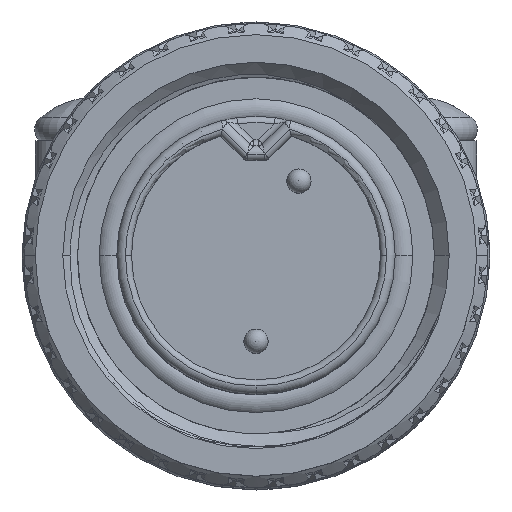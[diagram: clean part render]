
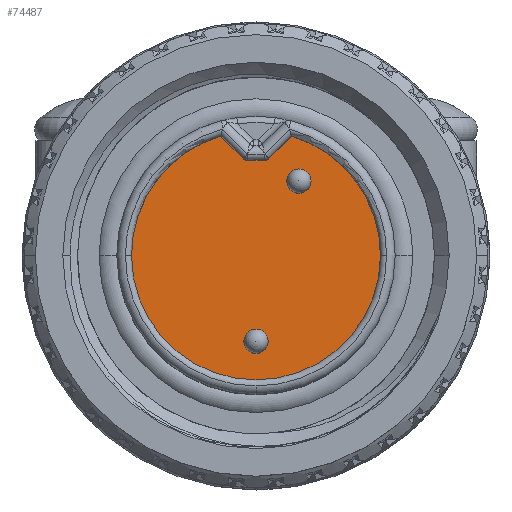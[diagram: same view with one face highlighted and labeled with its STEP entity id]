
A CAD part, top view. The second image highlights one B-rep face of the part: STEP entity #74487.
In plain terms, the highlighted planar face has unit normal (0, 0, 1).
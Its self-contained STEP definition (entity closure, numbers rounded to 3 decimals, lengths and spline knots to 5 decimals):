
#11744 = EDGE_LOOP ( 'NONE', ( #85681, #52708 ) ) ;
#14581 = CARTESIAN_POINT ( 'NONE',  ( -0.01381, 0.155, -0.22814 ) ) ;
#14613 = CARTESIAN_POINT ( 'NONE',  ( 0.02088, 0.15793, -0.22814 ) ) ;
#14978 = AXIS2_PLACEMENT_3D ( 'NONE', #44586, #44588, #44590 ) ;
#15237 = EDGE_CURVE ( 'NONE', #47735, #46277, #55419, .T. ) ;
#15269 = EDGE_CURVE ( 'NONE', #47297, #47385, #33109, .T. ) ;
#15882 = EDGE_CURVE ( 'NONE', #47178, #46362, #33199, .T. ) ;
#19486 = EDGE_CURVE ( 'NONE', #46772, #86506, #33207, .T. ) ;
#19830 = EDGE_CURVE ( 'NONE', #86506, #47445, #106782, .T. ) ;
#19848 = EDGE_CURVE ( 'NONE', #47305, #47735, #109188, .T. ) ;
#30790 = PLANE ( 'NONE',  #72099 ) ;
#30791 = CARTESIAN_POINT ( 'NONE',  ( 0.01381, 0.165, -0.22814 ) ) ;
#30792 = DIRECTION ( 'NONE',  ( 0., 0., 1. ) ) ;
#30793 = DIRECTION ( 'NONE',  ( 1., 0., 0. ) ) ;
#33109 = CIRCLE ( 'NONE', #80553, 0.01975 ) ;
#33199 = CIRCLE ( 'NONE', #14978, 0.01975 ) ;
#33207 = CIRCLE ( 'NONE', #107872, 0.01 ) ;
#33452 = LINE ( 'NONE', #33455, #73664 ) ;
#33455 = CARTESIAN_POINT ( 'NONE',  ( -0.02088, 0.15793, -0.22814 ) ) ;
#33456 = DIRECTION ( 'NONE',  ( -0.707, 0.707, 0. ) ) ;
#33489 = CARTESIAN_POINT ( 'NONE',  ( 0.07, 0.12124, -0.22814 ) ) ;
#33490 = DIRECTION ( 'NONE',  ( 0., 0., -1. ) ) ;
#33493 = DIRECTION ( 'NONE',  ( 0., -1., 0. ) ) ;
#34103 = CARTESIAN_POINT ( 'NONE',  ( 0., -0.14, -0.22814 ) ) ;
#34104 = DIRECTION ( 'NONE',  ( 0., 0., -1. ) ) ;
#34107 = DIRECTION ( 'NONE',  ( 0., -1., 0. ) ) ;
#36699 = LINE ( 'NONE', #36700, #73649 ) ;
#36700 = CARTESIAN_POINT ( 'NONE',  ( 0.05761, 0.19466, -0.22814 ) ) ;
#36701 = DIRECTION ( 'NONE',  ( -0.707, -0.707, 0. ) ) ;
#37735 = CARTESIAN_POINT ( 'NONE',  ( 0.01381, 0.165, -0.22814 ) ) ;
#37736 = DIRECTION ( 'NONE',  ( 0., 0., 1. ) ) ;
#37737 = DIRECTION ( 'NONE',  ( -1., 0., 0. ) ) ;
#38003 = CARTESIAN_POINT ( 'NONE',  ( 0., 0., -0.22814 ) ) ;
#38004 = DIRECTION ( 'NONE',  ( 0., 0., 1. ) ) ;
#38005 = DIRECTION ( 'NONE',  ( -1., 0., 0. ) ) ;
#38149 = CARTESIAN_POINT ( 'NONE',  ( 0.07, 0.12124, -0.22814 ) ) ;
#38150 = DIRECTION ( 'NONE',  ( 0., 0., -1. ) ) ;
#38151 = DIRECTION ( 'NONE',  ( 0., -1., 0. ) ) ;
#40763 = CARTESIAN_POINT ( 'NONE',  ( -0.01381, 0.165, -0.22814 ) ) ;
#40764 = DIRECTION ( 'NONE',  ( 0., 0., 1. ) ) ;
#40765 = DIRECTION ( 'NONE',  ( -1., 0., 0. ) ) ;
#43286 = CARTESIAN_POINT ( 'NONE',  ( 0., 0., -0.22814 ) ) ;
#43289 = DIRECTION ( 'NONE',  ( 0., 0., 1. ) ) ;
#43290 = DIRECTION ( 'NONE',  ( -1., 0., 0. ) ) ;
#44586 = CARTESIAN_POINT ( 'NONE',  ( 0., -0.14, -0.22814 ) ) ;
#44588 = DIRECTION ( 'NONE',  ( 0., 0., -1. ) ) ;
#44590 = DIRECTION ( 'NONE',  ( 0., -1., 0. ) ) ;
#46277 = VERTEX_POINT ( 'NONE', #100715 ) ;
#46362 = VERTEX_POINT ( 'NONE', #100740 ) ;
#46603 = VERTEX_POINT ( 'NONE', #100815 ) ;
#46772 = VERTEX_POINT ( 'NONE', #97071 ) ;
#47178 = VERTEX_POINT ( 'NONE', #97188 ) ;
#47297 = VERTEX_POINT ( 'NONE', #97219 ) ;
#47305 = VERTEX_POINT ( 'NONE', #97222 ) ;
#47385 = VERTEX_POINT ( 'NONE', #97252 ) ;
#47445 = VERTEX_POINT ( 'NONE', #97273 ) ;
#47735 = VERTEX_POINT ( 'NONE', #97380 ) ;
#47881 = CIRCLE ( 'NONE', #51515, 0.203 ) ;
#47891 = CIRCLE ( 'NONE', #73526, 0.01 ) ;
#47903 = CIRCLE ( 'NONE', #73667, 0.01975 ) ;
#47911 = CIRCLE ( 'NONE', #73780, 0.01975 ) ;
#51515 = AXIS2_PLACEMENT_3D ( 'NONE', #43286, #43289, #43290 ) ;
#52496 = ORIENTED_EDGE ( 'NONE', *, *, #68606, .F. ) ;
#52708 = ORIENTED_EDGE ( 'NONE', *, *, #15882, .T. ) ;
#55419 = CIRCLE ( 'NONE', #80559, 0.203 ) ;
#68447 = EDGE_CURVE ( 'NONE', #46277, #46603, #47881, .T. ) ;
#68606 = EDGE_CURVE ( 'NONE', #47445, #86577, #47891, .T. ) ;
#68734 = EDGE_CURVE ( 'NONE', #46603, #86577, #36699, .T. ) ;
#68766 = EDGE_CURVE ( 'NONE', #46772, #47305, #33452, .T. ) ;
#68772 = EDGE_CURVE ( 'NONE', #47385, #47297, #47903, .T. ) ;
#68899 = EDGE_CURVE ( 'NONE', #46362, #47178, #47911, .T. ) ;
#72095 = FACE_BOUND ( 'NONE', #108432, .T. ) ;
#72096 = FACE_OUTER_BOUND ( 'NONE', #108024, .T. ) ;
#72098 = FACE_BOUND ( 'NONE', #11744, .T. ) ;
#72099 = AXIS2_PLACEMENT_3D ( 'NONE', #30791, #30792, #30793 ) ;
#73526 = AXIS2_PLACEMENT_3D ( 'NONE', #37735, #37736, #37737 ) ;
#73649 = VECTOR ( 'NONE', #36701, 39.37008 ) ;
#73664 = VECTOR ( 'NONE', #33456, 39.37008 ) ;
#73667 = AXIS2_PLACEMENT_3D ( 'NONE', #33489, #33490, #33493 ) ;
#73780 = AXIS2_PLACEMENT_3D ( 'NONE', #34103, #34104, #34107 ) ;
#74487 = ADVANCED_FACE ( 'NONE', ( #72095, #72096, #72098 ), #30790, .T. ) ;
#80553 = AXIS2_PLACEMENT_3D ( 'NONE', #38149, #38150, #38151 ) ;
#80559 = AXIS2_PLACEMENT_3D ( 'NONE', #38003, #38004, #38005 ) ;
#85577 = ORIENTED_EDGE ( 'NONE', *, *, #68447, .T. ) ;
#85582 = ORIENTED_EDGE ( 'NONE', *, *, #19830, .F. ) ;
#85588 = ORIENTED_EDGE ( 'NONE', *, *, #19848, .T. ) ;
#85590 = ORIENTED_EDGE ( 'NONE', *, *, #19486, .F. ) ;
#85597 = ORIENTED_EDGE ( 'NONE', *, *, #15269, .T. ) ;
#85603 = ORIENTED_EDGE ( 'NONE', *, *, #68772, .T. ) ;
#85612 = ORIENTED_EDGE ( 'NONE', *, *, #15237, .T. ) ;
#85617 = ORIENTED_EDGE ( 'NONE', *, *, #68766, .T. ) ;
#85681 = ORIENTED_EDGE ( 'NONE', *, *, #68899, .T. ) ;
#85713 = ORIENTED_EDGE ( 'NONE', *, *, #68734, .T. ) ;
#86506 = VERTEX_POINT ( 'NONE', #14581 ) ;
#86577 = VERTEX_POINT ( 'NONE', #14613 ) ;
#95060 = AXIS2_PLACEMENT_3D ( 'NONE', #106847, #106851, #106852 ) ;
#95075 = VECTOR ( 'NONE', #106784, 39.37008 ) ;
#97071 = CARTESIAN_POINT ( 'NONE',  ( -0.02088, 0.15793, -0.22814 ) ) ;
#97188 = CARTESIAN_POINT ( 'NONE',  ( 0., -0.12025, -0.22814 ) ) ;
#97219 = CARTESIAN_POINT ( 'NONE',  ( 0.07, 0.14099, -0.22814 ) ) ;
#97222 = CARTESIAN_POINT ( 'NONE',  ( -0.05761, 0.19466, -0.22814 ) ) ;
#97252 = CARTESIAN_POINT ( 'NONE',  ( 0.07, 0.10149, -0.22814 ) ) ;
#97273 = CARTESIAN_POINT ( 'NONE',  ( 0.01381, 0.155, -0.22814 ) ) ;
#97380 = CARTESIAN_POINT ( 'NONE',  ( -0.203, 0., -0.22814 ) ) ;
#100715 = CARTESIAN_POINT ( 'NONE',  ( 0.203, 0., -0.22814 ) ) ;
#100740 = CARTESIAN_POINT ( 'NONE',  ( 0., -0.15975, -0.22814 ) ) ;
#100815 = CARTESIAN_POINT ( 'NONE',  ( 0.05761, 0.19466, -0.22814 ) ) ;
#106782 = LINE ( 'NONE', #106783, #95075 ) ;
#106783 = CARTESIAN_POINT ( 'NONE',  ( 0.01795, 0.155, -0.22814 ) ) ;
#106784 = DIRECTION ( 'NONE',  ( 1., 0., 0. ) ) ;
#106847 = CARTESIAN_POINT ( 'NONE',  ( 0., 0., -0.22814 ) ) ;
#106851 = DIRECTION ( 'NONE',  ( 0., 0., 1. ) ) ;
#106852 = DIRECTION ( 'NONE',  ( -1., 0., 0. ) ) ;
#107872 = AXIS2_PLACEMENT_3D ( 'NONE', #40763, #40764, #40765 ) ;
#108024 = EDGE_LOOP ( 'NONE', ( #85590, #85617, #85588, #85612, #85577, #85713, #52496, #85582 ) ) ;
#108432 = EDGE_LOOP ( 'NONE', ( #85603, #85597 ) ) ;
#109188 = CIRCLE ( 'NONE', #95060, 0.203 ) ;
